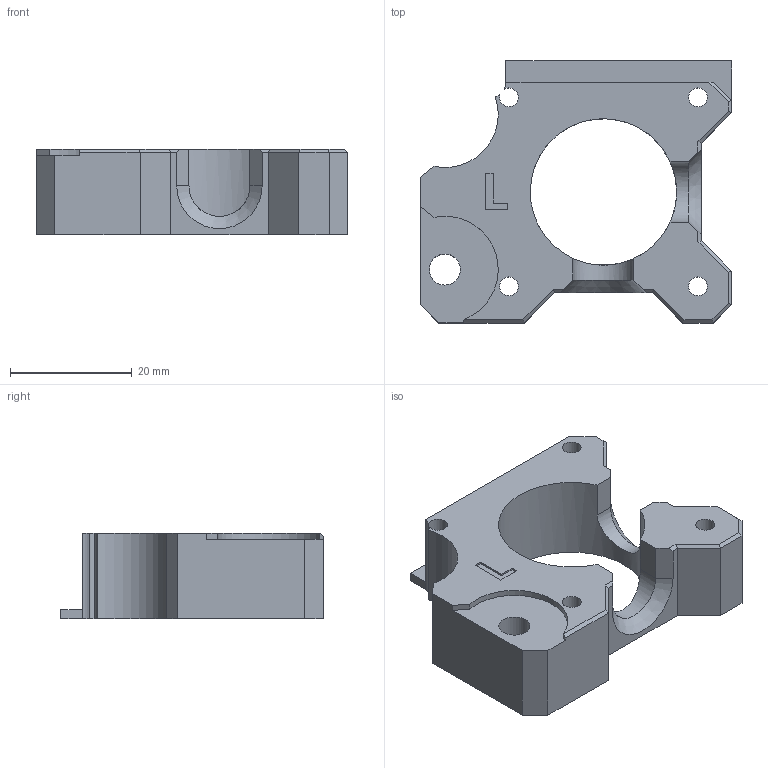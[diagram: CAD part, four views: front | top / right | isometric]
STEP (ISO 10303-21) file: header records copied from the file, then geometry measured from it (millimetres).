
FILE_DESCRIPTION(/* description */ ('STEP AP214'),/* implementation_level */ '2;1');
FILE_NAME(/* name */ '603a470883511015a261efa3',/* time_stamp */ '2021-02-27T13:20:09+00:00',/* author */ (''),/* organization */ (''),/* preprocessor_version */ 'ST-DEVELOPER v18.1',/* originating_system */ ' ',/* authorisation */ ' ');
FILE_SCHEMA (('AUTOMOTIVE_DESIGN {1 0 10303 214 3 1 1}'));
Length unit declared in the file: metre
Products named in the file (1): xy_motor_cage_bottom_left
Bounding box: 51 x 43 x 14 mm (x, y, z)
Volume: 14717.5 mm3; surface area: 6515.8 mm2
Topology: 1 solids, 1 shells, 68 faces, 182 edges, 116 vertices
Faces by surface type: plane 54, cylinder 12, cone 2
Full cylindrical faces by diameter (mm): 3.1 x3, 5.1 x1, 24 x1
Entity records: 2111 total; most frequent: CARTESIAN_POINT 376, ORIENTED_EDGE 352, DIRECTION 337, EDGE_CURVE 176, LINE 149, VECTOR 149, VERTEX_POINT 115, AXIS2_PLACEMENT_3D 94
